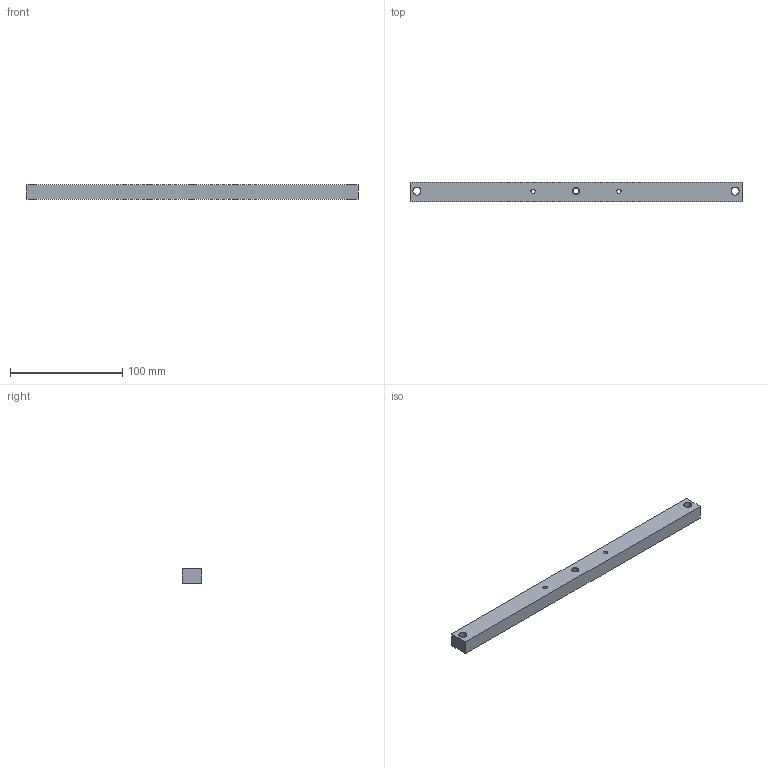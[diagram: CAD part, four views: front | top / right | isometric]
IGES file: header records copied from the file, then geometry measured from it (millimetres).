
Start section: SolidWorks IGES file using analytic representation for surfaces
Global section: file name: D1100425-v2 ALIGO SRM AR BAFFLE, TOP SUPPORT BAR.IGS; native system: SolidWorks 2012; preprocessor: SolidWorks 2012; author: tnguyen; date: 120411.130118; units: inch
Bounding box: 295.66 x 17.58 x 12.71 mm (x, y, z)
Surface area: 19180.6 mm2 (no closed solid volume)
Topology: 0 solids, 0 shells, 18 faces, 392 edges, 392 vertices
Faces by surface type: revolution 12, bspline 6
